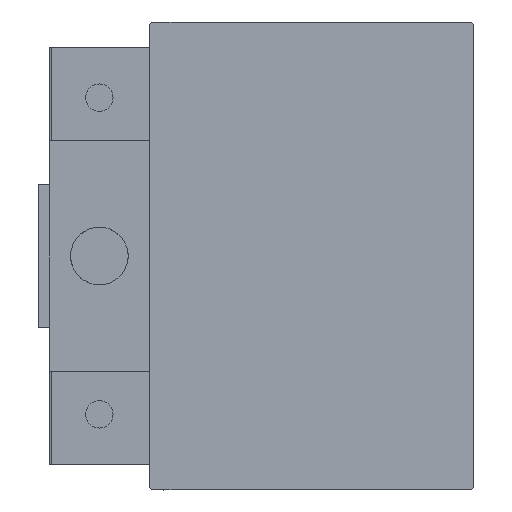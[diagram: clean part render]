
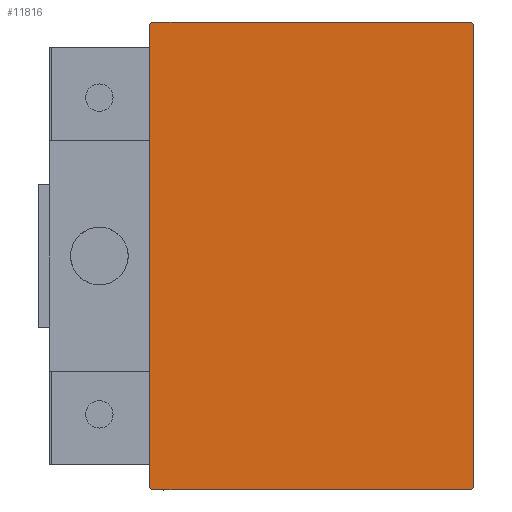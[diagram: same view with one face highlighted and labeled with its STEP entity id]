
A CAD part, left-side view. The second image highlights one B-rep face of the part: STEP entity #11816.
In plain terms, the highlighted face is planar.
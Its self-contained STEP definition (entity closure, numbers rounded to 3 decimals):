
#793 = ORIENTED_EDGE ( 'NONE', *, *, #13299, .T. ) ;
#1771 = AXIS2_PLACEMENT_3D ( 'NONE', #48025, #23826, #19712 ) ;
#2987 = ORIENTED_EDGE ( 'NONE', *, *, #38297, .T. ) ;
#3809 = ORIENTED_EDGE ( 'NONE', *, *, #43061, .T. ) ;
#4896 = EDGE_CURVE ( 'NONE', #45767, #40857, #9836, .T. ) ;
#5543 = DIRECTION ( 'NONE',  ( 0., 1., 0. ) ) ;
#7955 = VECTOR ( 'NONE', #5543, 1000. ) ;
#8125 = FACE_OUTER_BOUND ( 'NONE', #26322, .T. ) ;
#9836 = LINE ( 'NONE', #12694, #31975 ) ;
#9936 = VECTOR ( 'NONE', #32277, 1000. ) ;
#10938 = VERTEX_POINT ( 'NONE', #32779 ) ;
#10974 = EDGE_CURVE ( 'NONE', #10938, #22345, #12429, .T. ) ;
#11816 = ADVANCED_FACE ( 'NONE', ( #8125 ), #12489, .T. ) ;
#11873 = ORIENTED_EDGE ( 'NONE', *, *, #44866, .T. ) ;
#12373 = VECTOR ( 'NONE', #13219, 1000. ) ;
#12429 = LINE ( 'NONE', #28156, #9936 ) ;
#12489 = PLANE ( 'NONE',  #1771 ) ;
#12694 = CARTESIAN_POINT ( 'NONE',  ( 100., 27.35, -27.35 ) ) ;
#13219 = DIRECTION ( 'NONE',  ( 0., -0.707, 0.707 ) ) ;
#13299 = EDGE_CURVE ( 'NONE', #40857, #39395, #35124, .T. ) ;
#14134 = VECTOR ( 'NONE', #15535, 1000. ) ;
#14436 = VECTOR ( 'NONE', #36647, 1000. ) ;
#14619 = EDGE_CURVE ( 'NONE', #22345, #29364, #30118, .T. ) ;
#15535 = DIRECTION ( 'NONE',  ( 0., 0., 1. ) ) ;
#18784 = DIRECTION ( 'NONE',  ( 0., -0.707, -0.707 ) ) ;
#19712 = DIRECTION ( 'NONE',  ( 0., 0., -1. ) ) ;
#19953 = VERTEX_POINT ( 'NONE', #24298 ) ;
#20698 = CARTESIAN_POINT ( 'NONE',  ( 100., 22.2, -32.5 ) ) ;
#22345 = VERTEX_POINT ( 'NONE', #39319 ) ;
#23826 = DIRECTION ( 'NONE',  ( 1., 0., 0. ) ) ;
#24298 = CARTESIAN_POINT ( 'NONE',  ( 100., -22.2, -32.5 ) ) ;
#24309 = CARTESIAN_POINT ( 'NONE',  ( 100., 27.35, 27.35 ) ) ;
#24561 = LINE ( 'NONE', #24309, #12373 ) ;
#24923 = CARTESIAN_POINT ( 'NONE',  ( 100., 22.5, 32.2 ) ) ;
#25545 = DIRECTION ( 'NONE',  ( 0., 0.707, 0.707 ) ) ;
#26005 = VECTOR ( 'NONE', #18784, 1000. ) ;
#26322 = EDGE_LOOP ( 'NONE', ( #11873, #50800, #793, #45631, #40497, #45505, #3809, #2987 ) ) ;
#26426 = CARTESIAN_POINT ( 'NONE',  ( 100., -27.35, -27.35 ) ) ;
#26580 = VECTOR ( 'NONE', #42153, 1000. ) ;
#27842 = EDGE_CURVE ( 'NONE', #39395, #10938, #24561, .T. ) ;
#28156 = CARTESIAN_POINT ( 'NONE',  ( 100., 22.5, 32.5 ) ) ;
#28256 = CARTESIAN_POINT ( 'NONE',  ( 100., -22.5, 32.2 ) ) ;
#29228 = CARTESIAN_POINT ( 'NONE',  ( 100., -22.5, -32.5 ) ) ;
#29364 = VERTEX_POINT ( 'NONE', #28256 ) ;
#30118 = LINE ( 'NONE', #31146, #26005 ) ;
#30294 = LINE ( 'NONE', #26426, #26580 ) ;
#30929 = CARTESIAN_POINT ( 'NONE',  ( 100., -22.5, -32.2 ) ) ;
#31146 = CARTESIAN_POINT ( 'NONE',  ( 100., -27.35, 27.35 ) ) ;
#31975 = VECTOR ( 'NONE', #25545, 1000. ) ;
#32277 = DIRECTION ( 'NONE',  ( 0., -1., 0. ) ) ;
#32779 = CARTESIAN_POINT ( 'NONE',  ( 100., 22.2, 32.5 ) ) ;
#32854 = LINE ( 'NONE', #29228, #7955 ) ;
#35124 = LINE ( 'NONE', #50820, #14134 ) ;
#36647 = DIRECTION ( 'NONE',  ( 0., 0., -1. ) ) ;
#37649 = CARTESIAN_POINT ( 'NONE',  ( 100., -22.5, 32.5 ) ) ;
#38297 = EDGE_CURVE ( 'NONE', #38952, #19953, #30294, .T. ) ;
#38952 = VERTEX_POINT ( 'NONE', #30929 ) ;
#39319 = CARTESIAN_POINT ( 'NONE',  ( 100., -22.2, 32.5 ) ) ;
#39395 = VERTEX_POINT ( 'NONE', #24923 ) ;
#40497 = ORIENTED_EDGE ( 'NONE', *, *, #10974, .T. ) ;
#40857 = VERTEX_POINT ( 'NONE', #42426 ) ;
#42153 = DIRECTION ( 'NONE',  ( 0., 0.707, -0.707 ) ) ;
#42426 = CARTESIAN_POINT ( 'NONE',  ( 100., 22.5, -32.2 ) ) ;
#43061 = EDGE_CURVE ( 'NONE', #29364, #38952, #45357, .T. ) ;
#44866 = EDGE_CURVE ( 'NONE', #19953, #45767, #32854, .T. ) ;
#45357 = LINE ( 'NONE', #37649, #14436 ) ;
#45505 = ORIENTED_EDGE ( 'NONE', *, *, #14619, .T. ) ;
#45631 = ORIENTED_EDGE ( 'NONE', *, *, #27842, .T. ) ;
#45767 = VERTEX_POINT ( 'NONE', #20698 ) ;
#48025 = CARTESIAN_POINT ( 'NONE',  ( 100., 0., 0. ) ) ;
#50800 = ORIENTED_EDGE ( 'NONE', *, *, #4896, .T. ) ;
#50820 = CARTESIAN_POINT ( 'NONE',  ( 100., 22.5, -32.5 ) ) ;
